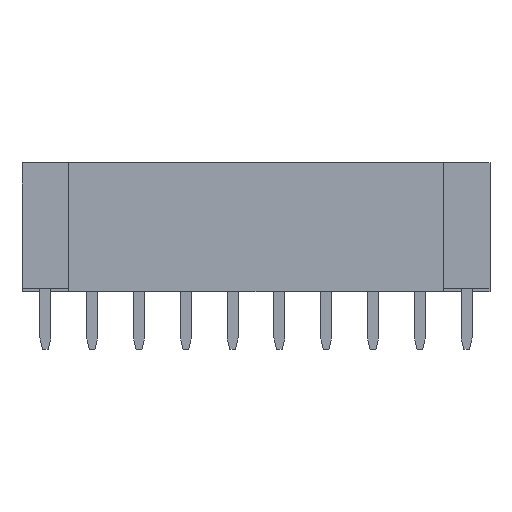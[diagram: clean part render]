
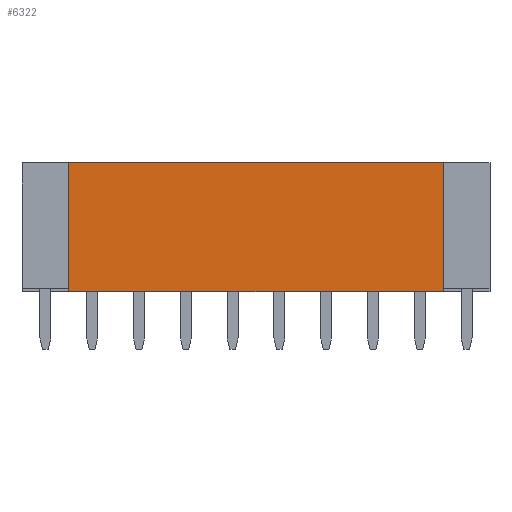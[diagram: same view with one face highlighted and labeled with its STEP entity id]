
A CAD part, left-side view. The second image highlights one B-rep face of the part: STEP entity #6322.
In plain terms, the highlighted planar face has unit normal (-1, 0, 0).
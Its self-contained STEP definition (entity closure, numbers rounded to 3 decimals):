
#100 = PLANE('',#101);
#101 = AXIS2_PLACEMENT_3D('',#102,#103,#104);
#102 = CARTESIAN_POINT('',(1.27,-24.13,7.));
#103 = DIRECTION('',(0.,0.,-1.));
#104 = DIRECTION('',(0.,-1.,0.));
#365 = VERTEX_POINT('',#366);
#366 = CARTESIAN_POINT('',(-3.81,-21.59,7.));
#379 = PLANE('',#380);
#380 = AXIS2_PLACEMENT_3D('',#381,#382,#383);
#381 = CARTESIAN_POINT('',(-3.81,-21.59,-8.));
#382 = DIRECTION('',(0.,1.,0.));
#383 = DIRECTION('',(0.,0.,1.));
#390 = EDGE_CURVE('',#391,#365,#393,.T.);
#391 = VERTEX_POINT('',#392);
#392 = CARTESIAN_POINT('',(-3.81,-1.27,7.));
#393 = SURFACE_CURVE('',#394,(#398,#405),.PCURVE_S1.);
#394 = LINE('',#395,#396);
#395 = CARTESIAN_POINT('',(-3.81,1.27,7.));
#396 = VECTOR('',#397,1.);
#397 = DIRECTION('',(0.,-1.,0.));
#398 = PCURVE('',#100,#399);
#399 = DEFINITIONAL_REPRESENTATION('',(#400),#404);
#400 = LINE('',#401,#402);
#401 = CARTESIAN_POINT('',(-25.4,5.08));
#402 = VECTOR('',#403,1.);
#403 = DIRECTION('',(1.,0.));
#404 = ( GEOMETRIC_REPRESENTATION_CONTEXT(2) 
PARAMETRIC_REPRESENTATION_CONTEXT() REPRESENTATION_CONTEXT('2D SPACE',''
  ) );
#405 = PCURVE('',#406,#411);
#406 = PLANE('',#407);
#407 = AXIS2_PLACEMENT_3D('',#408,#409,#410);
#408 = CARTESIAN_POINT('',(-3.81,1.27,0.));
#409 = DIRECTION('',(1.,0.,0.));
#410 = DIRECTION('',(0.,-1.,0.));
#411 = DEFINITIONAL_REPRESENTATION('',(#412),#416);
#412 = LINE('',#413,#414);
#413 = CARTESIAN_POINT('',(0.,-7.));
#414 = VECTOR('',#415,1.);
#415 = DIRECTION('',(1.,0.));
#416 = ( GEOMETRIC_REPRESENTATION_CONTEXT(2) 
PARAMETRIC_REPRESENTATION_CONTEXT() REPRESENTATION_CONTEXT('2D SPACE',''
  ) );
#433 = PLANE('',#434);
#434 = AXIS2_PLACEMENT_3D('',#435,#436,#437);
#435 = CARTESIAN_POINT('',(-3.81,-1.27,-8.));
#436 = DIRECTION('',(0.,1.,0.));
#437 = DIRECTION('',(0.,0.,1.));
#6276 = VERTEX_POINT('',#6277);
#6277 = CARTESIAN_POINT('',(-3.81,-1.27,0.));
#6290 = PLANE('',#6291);
#6291 = AXIS2_PLACEMENT_3D('',#6292,#6293,#6294);
#6292 = CARTESIAN_POINT('',(1.27,-24.13,0.));
#6293 = DIRECTION('',(0.,0.,-1.));
#6294 = DIRECTION('',(0.,-1.,0.));
#6301 = EDGE_CURVE('',#6276,#391,#6302,.T.);
#6302 = SURFACE_CURVE('',#6303,(#6307,#6314),.PCURVE_S1.);
#6303 = LINE('',#6304,#6305);
#6304 = CARTESIAN_POINT('',(-3.81,-1.27,-8.));
#6305 = VECTOR('',#6306,1.);
#6306 = DIRECTION('',(0.,0.,1.));
#6307 = PCURVE('',#433,#6308);
#6308 = DEFINITIONAL_REPRESENTATION('',(#6309),#6313);
#6309 = LINE('',#6310,#6311);
#6310 = CARTESIAN_POINT('',(0.,0.));
#6311 = VECTOR('',#6312,1.);
#6312 = DIRECTION('',(1.,0.));
#6313 = ( GEOMETRIC_REPRESENTATION_CONTEXT(2) 
PARAMETRIC_REPRESENTATION_CONTEXT() REPRESENTATION_CONTEXT('2D SPACE',''
  ) );
#6314 = PCURVE('',#406,#6315);
#6315 = DEFINITIONAL_REPRESENTATION('',(#6316),#6320);
#6316 = LINE('',#6317,#6318);
#6317 = CARTESIAN_POINT('',(2.54,8.));
#6318 = VECTOR('',#6319,1.);
#6319 = DIRECTION('',(0.,-1.));
#6320 = ( GEOMETRIC_REPRESENTATION_CONTEXT(2) 
PARAMETRIC_REPRESENTATION_CONTEXT() REPRESENTATION_CONTEXT('2D SPACE',''
  ) );
#6322 = ADVANCED_FACE('',(#6323),#406,.F.);
#6323 = FACE_BOUND('',#6324,.F.);
#6324 = EDGE_LOOP('',(#6325,#6348,#6349,#6350));
#6325 = ORIENTED_EDGE('',*,*,#6326,.F.);
#6326 = EDGE_CURVE('',#6276,#6327,#6329,.T.);
#6327 = VERTEX_POINT('',#6328);
#6328 = CARTESIAN_POINT('',(-3.81,-21.59,0.));
#6329 = SURFACE_CURVE('',#6330,(#6334,#6341),.PCURVE_S1.);
#6330 = LINE('',#6331,#6332);
#6331 = CARTESIAN_POINT('',(-3.81,1.27,0.));
#6332 = VECTOR('',#6333,1.);
#6333 = DIRECTION('',(0.,-1.,0.));
#6334 = PCURVE('',#406,#6335);
#6335 = DEFINITIONAL_REPRESENTATION('',(#6336),#6340);
#6336 = LINE('',#6337,#6338);
#6337 = CARTESIAN_POINT('',(0.,0.));
#6338 = VECTOR('',#6339,1.);
#6339 = DIRECTION('',(1.,0.));
#6340 = ( GEOMETRIC_REPRESENTATION_CONTEXT(2) 
PARAMETRIC_REPRESENTATION_CONTEXT() REPRESENTATION_CONTEXT('2D SPACE',''
  ) );
#6341 = PCURVE('',#6290,#6342);
#6342 = DEFINITIONAL_REPRESENTATION('',(#6343),#6347);
#6343 = LINE('',#6344,#6345);
#6344 = CARTESIAN_POINT('',(-25.4,5.08));
#6345 = VECTOR('',#6346,1.);
#6346 = DIRECTION('',(1.,0.));
#6347 = ( GEOMETRIC_REPRESENTATION_CONTEXT(2) 
PARAMETRIC_REPRESENTATION_CONTEXT() REPRESENTATION_CONTEXT('2D SPACE',''
  ) );
#6348 = ORIENTED_EDGE('',*,*,#6301,.T.);
#6349 = ORIENTED_EDGE('',*,*,#390,.T.);
#6350 = ORIENTED_EDGE('',*,*,#6351,.F.);
#6351 = EDGE_CURVE('',#6327,#365,#6352,.T.);
#6352 = SURFACE_CURVE('',#6353,(#6357,#6364),.PCURVE_S1.);
#6353 = LINE('',#6354,#6355);
#6354 = CARTESIAN_POINT('',(-3.81,-21.59,-8.));
#6355 = VECTOR('',#6356,1.);
#6356 = DIRECTION('',(0.,0.,1.));
#6357 = PCURVE('',#406,#6358);
#6358 = DEFINITIONAL_REPRESENTATION('',(#6359),#6363);
#6359 = LINE('',#6360,#6361);
#6360 = CARTESIAN_POINT('',(22.86,8.));
#6361 = VECTOR('',#6362,1.);
#6362 = DIRECTION('',(0.,-1.));
#6363 = ( GEOMETRIC_REPRESENTATION_CONTEXT(2) 
PARAMETRIC_REPRESENTATION_CONTEXT() REPRESENTATION_CONTEXT('2D SPACE',''
  ) );
#6364 = PCURVE('',#379,#6365);
#6365 = DEFINITIONAL_REPRESENTATION('',(#6366),#6370);
#6366 = LINE('',#6367,#6368);
#6367 = CARTESIAN_POINT('',(0.,0.));
#6368 = VECTOR('',#6369,1.);
#6369 = DIRECTION('',(1.,0.));
#6370 = ( GEOMETRIC_REPRESENTATION_CONTEXT(2) 
PARAMETRIC_REPRESENTATION_CONTEXT() REPRESENTATION_CONTEXT('2D SPACE',''
  ) );
